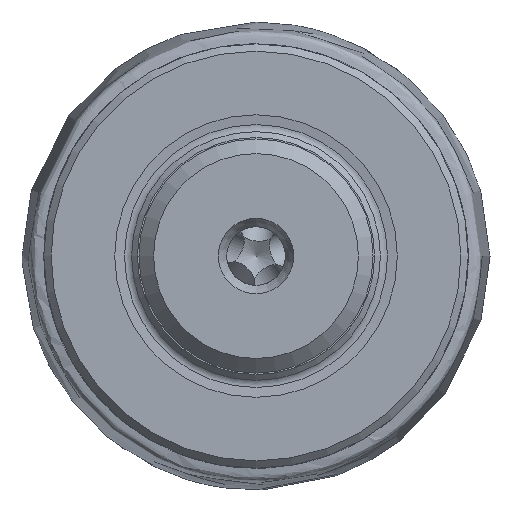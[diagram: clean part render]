
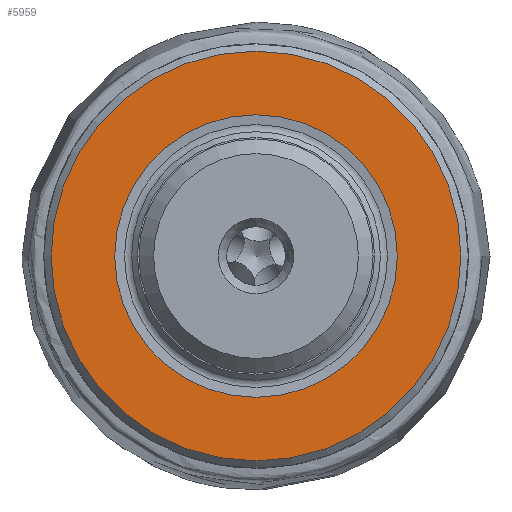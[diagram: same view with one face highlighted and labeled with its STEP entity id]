
A CAD part, left-side view. The second image highlights one B-rep face of the part: STEP entity #5959.
In plain terms, the highlighted planar face has unit normal (-1, 0, 0).
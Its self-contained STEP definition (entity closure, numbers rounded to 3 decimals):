
#475 = PLANE ( 'NONE',  #1705 ) ;
#509 = DIRECTION ( 'NONE',  ( 0., 0., 1. ) ) ;
#562 = EDGE_CURVE ( 'NONE', #2290, #2290, #6406, .T. ) ;
#1030 = DIRECTION ( 'NONE',  ( 0., 0., -1. ) ) ;
#1217 = ORIENTED_EDGE ( 'NONE', *, *, #5498, .T. ) ;
#1705 = AXIS2_PLACEMENT_3D ( 'NONE', #2559, #4113, #1030 ) ;
#2290 = VERTEX_POINT ( 'NONE', #6356 ) ;
#2559 = CARTESIAN_POINT ( 'NONE',  ( 24., 9.653, 0. ) ) ;
#2873 = ORIENTED_EDGE ( 'NONE', *, *, #562, .F. ) ;
#3279 = EDGE_LOOP ( 'NONE', ( #1217 ) ) ;
#3299 = CARTESIAN_POINT ( 'NONE',  ( 24., 0., 0. ) ) ;
#3390 = CIRCLE ( 'NONE', #6201, 14. ) ;
#3546 = DIRECTION ( 'NONE',  ( 0., 0., 1. ) ) ;
#3598 = DIRECTION ( 'NONE',  ( -1., 0., 0. ) ) ;
#3633 = VERTEX_POINT ( 'NONE', #3798 ) ;
#3715 = FACE_BOUND ( 'NONE', #4454, .T. ) ;
#3798 = CARTESIAN_POINT ( 'NONE',  ( 24., 0., 14. ) ) ;
#3962 = AXIS2_PLACEMENT_3D ( 'NONE', #3299, #5649, #3546 ) ;
#4113 = DIRECTION ( 'NONE',  ( 1., 0., 0. ) ) ;
#4289 = FACE_OUTER_BOUND ( 'NONE', #3279, .T. ) ;
#4454 = EDGE_LOOP ( 'NONE', ( #2873 ) ) ;
#5498 = EDGE_CURVE ( 'NONE', #3633, #3633, #3390, .T. ) ;
#5649 = DIRECTION ( 'NONE',  ( -1., 0., 0. ) ) ;
#5959 = ADVANCED_FACE ( 'NONE', ( #3715, #4289 ), #475, .F. ) ;
#6201 = AXIS2_PLACEMENT_3D ( 'NONE', #6702, #3598, #509 ) ;
#6356 = CARTESIAN_POINT ( 'NONE',  ( 24., 0., 9.653 ) ) ;
#6406 = CIRCLE ( 'NONE', #3962, 9.653 ) ;
#6702 = CARTESIAN_POINT ( 'NONE',  ( 24., 0., 0. ) ) ;
